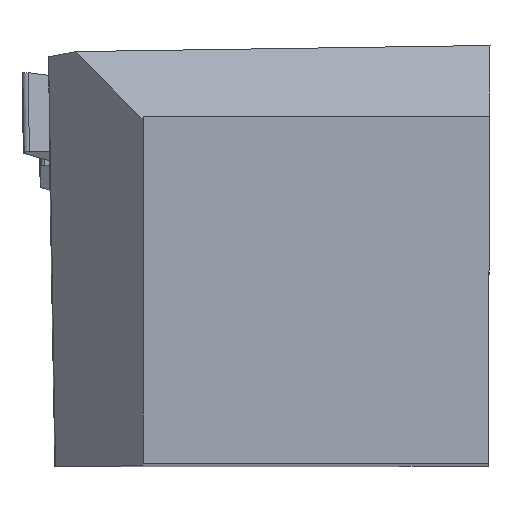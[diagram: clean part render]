
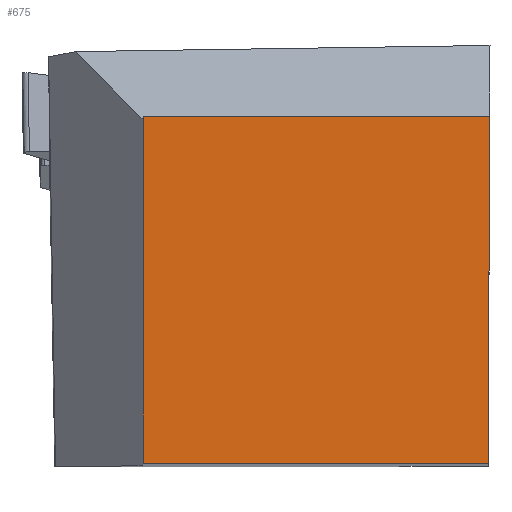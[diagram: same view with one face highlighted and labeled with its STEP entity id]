
A CAD part, top view. The second image highlights one B-rep face of the part: STEP entity #675.
In plain terms, the highlighted planar face has unit normal (0, 0, 1).
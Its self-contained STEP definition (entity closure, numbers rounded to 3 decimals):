
#168=PLANE('',#1881);
#246=FACE_OUTER_BOUND('',#792,.T.);
#399=LINE('',#2963,#572);
#400=LINE('',#2966,#573);
#401=LINE('',#2968,#574);
#402=LINE('',#2970,#575);
#572=VECTOR('',#2303,1.);
#573=VECTOR('',#2304,1.);
#574=VECTOR('',#2305,1.);
#575=VECTOR('',#2306,1.);
#675=ADVANCED_FACE('BLANK_BOXF006',(#246),#168,.F.);
#792=EDGE_LOOP('',(#1196,#1197,#1198,#1199));
#1196=ORIENTED_EDGE('',*,*,#1620,.F.);
#1197=ORIENTED_EDGE('',*,*,#1621,.F.);
#1198=ORIENTED_EDGE('',*,*,#1622,.F.);
#1199=ORIENTED_EDGE('',*,*,#1623,.F.);
#1402=VERTEX_POINT('',#2964);
#1403=VERTEX_POINT('',#2965);
#1404=VERTEX_POINT('',#2967);
#1405=VERTEX_POINT('',#2969);
#1620=EDGE_CURVE('',#1402,#1403,#399,.T.);
#1621=EDGE_CURVE('',#1404,#1402,#400,.T.);
#1622=EDGE_CURVE('',#1405,#1404,#401,.T.);
#1623=EDGE_CURVE('',#1403,#1405,#402,.T.);
#1881=AXIS2_PLACEMENT_3D('',#2971,#2307,#2308);
#2303=DIRECTION('',(0.,1.,0.));
#2304=DIRECTION('',(-1.,0.,0.));
#2305=DIRECTION('',(-0.004,-1.,0.));
#2306=DIRECTION('',(1.,0.,0.));
#2307=DIRECTION('',(0.,0.,-1.));
#2308=DIRECTION('',(0.,-1.,0.));
#2963=CARTESIAN_POINT('',(-24.875,-151.35,0.));
#2964=CARTESIAN_POINT('',(-24.875,0.,0.));
#2965=CARTESIAN_POINT('',(-24.875,24.875,0.));
#2966=CARTESIAN_POINT('',(151.35,0.,0.));
#2967=CARTESIAN_POINT('',(-0.109,0.,0.));
#2968=CARTESIAN_POINT('',(0.552,151.349,0.));
#2969=CARTESIAN_POINT('',(0.,24.875,0.));
#2970=CARTESIAN_POINT('',(-151.35,24.875,0.));
#2971=CARTESIAN_POINT('',(-57.225,-5.,0.));
